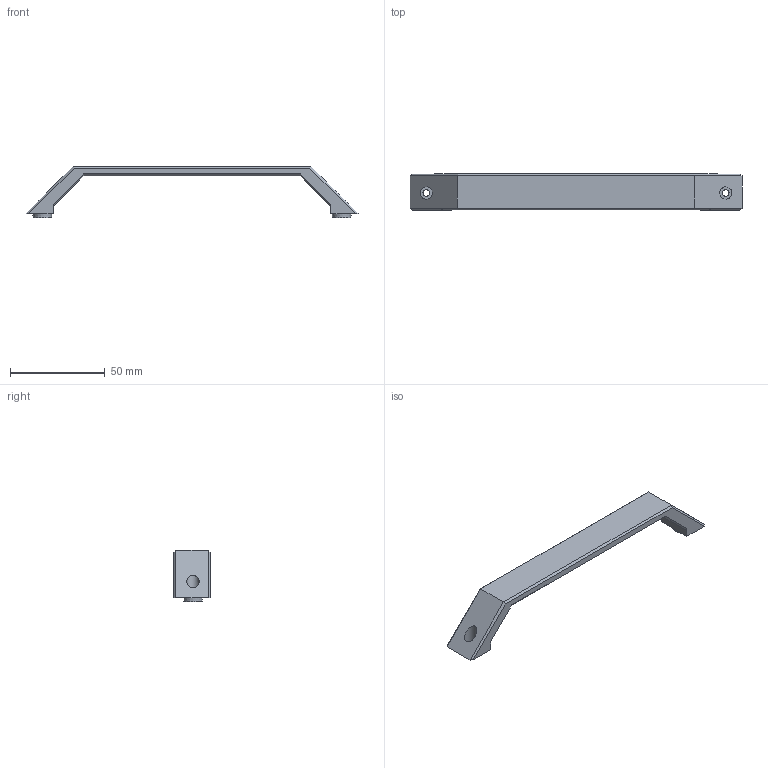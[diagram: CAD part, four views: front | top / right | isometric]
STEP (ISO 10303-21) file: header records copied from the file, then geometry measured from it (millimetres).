
FILE_DESCRIPTION(/* description */ (''),/* implementation_level */ '2;1');
FILE_NAME(/* name */ 'Drip tray handle.step',/* time_stamp */ '2019-05-15T23:17:50-05:00',/* author */ ('Benjamin.dalton'),/* organization */ (''),/* preprocessor_version */ 'ST-DEVELOPER v18',/* originating_system */ 'Autodesk Translation Framework v8.2.0.1029',/* authorisation */ '');
FILE_SCHEMA (('AUTOMOTIVE_DESIGN { 1 0 10303 214 3 1 1 }'));
Length unit declared in the file: millimetre
Products named in the file (1): Drip tray handle
Bounding box: 175.2 x 19 x 27 mm (x, y, z)
Volume: 20048.2 mm3; surface area: 9638.5 mm2
Topology: 1 solids, 1 shells, 36 faces, 80 edges, 50 vertices
Faces by surface type: plane 28, cylinder 4, cone 4
Full cylindrical faces by diameter (mm): 3.5 x2, 6.5 x2
Entity records: 1019 total; most frequent: DIRECTION 168, CARTESIAN_POINT 167, ORIENTED_EDGE 160, EDGE_CURVE 80, LINE 66, VECTOR 66, AXIS2_PLACEMENT_3D 51, VERTEX_POINT 50
